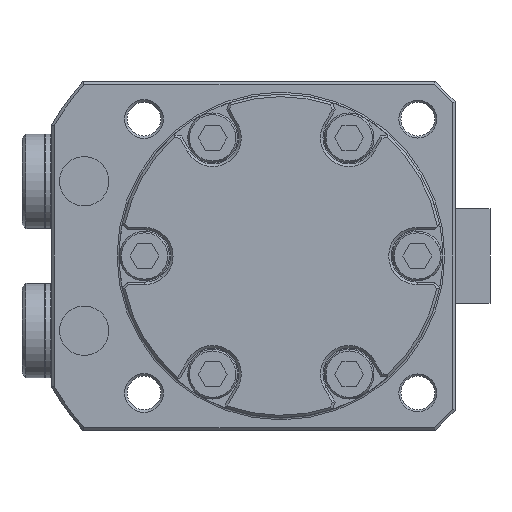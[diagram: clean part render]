
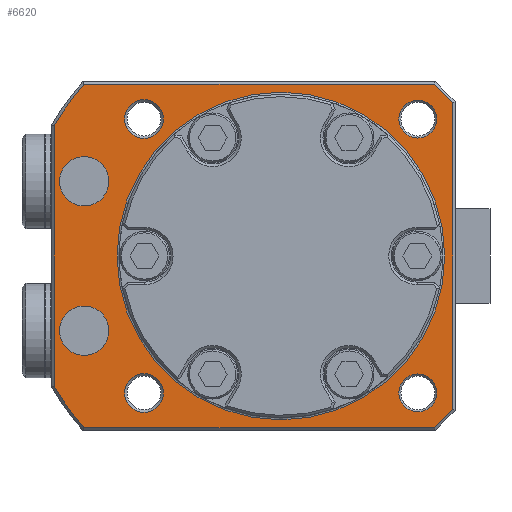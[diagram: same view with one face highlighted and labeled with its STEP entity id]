
A CAD part, front view. The second image highlights one B-rep face of the part: STEP entity #6620.
In plain terms, the highlighted planar face has unit normal (0, -1, 0).
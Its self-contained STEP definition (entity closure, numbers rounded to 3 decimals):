
#270=PLANE('',#7217);
#540=LINE('',#10451,#1028);
#543=LINE('',#10466,#1031);
#546=LINE('',#10475,#1034);
#548=LINE('',#10479,#1036);
#550=LINE('',#10483,#1038);
#553=LINE('',#10488,#1041);
#1028=VECTOR('',#7995,1000.);
#1031=VECTOR('',#8012,1000.);
#1034=VECTOR('',#8023,1000.);
#1036=VECTOR('',#8027,1000.);
#1038=VECTOR('',#8031,1000.);
#1041=VECTOR('',#8036,1000.);
#2193=ORIENTED_EDGE('',*,*,#3407,.T.);
#2194=ORIENTED_EDGE('',*,*,#3672,.T.);
#2195=ORIENTED_EDGE('',*,*,#3724,.T.);
#2196=ORIENTED_EDGE('',*,*,#3414,.F.);
#2197=ORIENTED_EDGE('',*,*,#3410,.F.);
#2198=ORIENTED_EDGE('',*,*,#3723,.T.);
#2199=ORIENTED_EDGE('',*,*,#3725,.T.);
#2200=ORIENTED_EDGE('',*,*,#3554,.T.);
#2201=ORIENTED_EDGE('',*,*,#3551,.T.);
#2202=ORIENTED_EDGE('',*,*,#3549,.F.);
#2203=ORIENTED_EDGE('',*,*,#3547,.T.);
#2204=ORIENTED_EDGE('',*,*,#3544,.T.);
#2205=ORIENTED_EDGE('',*,*,#3542,.T.);
#2206=ORIENTED_EDGE('',*,*,#3537,.T.);
#2207=ORIENTED_EDGE('',*,*,#3534,.T.);
#3407=EDGE_CURVE('',#4321,#4321,#4944,.T.);
#3410=EDGE_CURVE('',#4324,#4324,#4947,.T.);
#3414=EDGE_CURVE('',#4328,#4328,#4951,.T.);
#3534=EDGE_CURVE('',#4416,#4415,#540,.T.);
#3537=EDGE_CURVE('',#4418,#4416,#4969,.T.);
#3542=EDGE_CURVE('',#4420,#4418,#543,.T.);
#3544=EDGE_CURVE('',#4421,#4420,#4974,.T.);
#3547=EDGE_CURVE('',#4422,#4421,#546,.T.);
#3549=EDGE_CURVE('',#4422,#4423,#548,.T.);
#3551=EDGE_CURVE('',#4425,#4423,#550,.T.);
#3554=EDGE_CURVE('',#4415,#4425,#553,.T.);
#3672=EDGE_CURVE('',#4494,#4494,#4990,.T.);
#3723=EDGE_CURVE('',#4527,#4527,#5002,.T.);
#3724=EDGE_CURVE('',#4528,#4528,#5003,.T.);
#3725=EDGE_CURVE('',#4529,#4529,#5004,.T.);
#4321=VERTEX_POINT('',#9770);
#4324=VERTEX_POINT('',#9779);
#4328=VERTEX_POINT('',#9791);
#4415=VERTEX_POINT('',#10450);
#4416=VERTEX_POINT('',#10452);
#4418=VERTEX_POINT('',#10458);
#4420=VERTEX_POINT('',#10464);
#4421=VERTEX_POINT('',#10469);
#4422=VERTEX_POINT('',#10473);
#4423=VERTEX_POINT('',#10478);
#4425=VERTEX_POINT('',#10484);
#4494=VERTEX_POINT('',#11457);
#4527=VERTEX_POINT('',#11859);
#4528=VERTEX_POINT('',#11862);
#4529=VERTEX_POINT('',#11864);
#4944=CIRCLE('',#7057,3.9);
#4947=CIRCLE('',#7063,4.95);
#4951=CIRCLE('',#7071,4.95);
#4969=CIRCLE('',#7125,52.5);
#4974=CIRCLE('',#7132,52.5);
#4990=CIRCLE('',#7184,3.9);
#5002=CIRCLE('',#7216,32.9);
#5003=CIRCLE('',#7218,3.8);
#5004=CIRCLE('',#7219,3.8);
#5395=EDGE_LOOP('',(#2193));
#5396=EDGE_LOOP('',(#2194));
#5397=EDGE_LOOP('',(#2195));
#5398=EDGE_LOOP('',(#2196));
#5399=EDGE_LOOP('',(#2197));
#5400=EDGE_LOOP('',(#2198));
#5401=EDGE_LOOP('',(#2199));
#5402=EDGE_LOOP('',(#2200,#2201,#2202,#2203,#2204,#2205,#2206,#2207));
#5964=FACE_BOUND('',#5395,.T.);
#5965=FACE_BOUND('',#5396,.T.);
#5966=FACE_BOUND('',#5397,.T.);
#5967=FACE_BOUND('',#5398,.T.);
#5968=FACE_BOUND('',#5399,.T.);
#5969=FACE_BOUND('',#5400,.T.);
#5970=FACE_BOUND('',#5401,.T.);
#5971=FACE_BOUND('',#5402,.T.);
#6620=ADVANCED_FACE('',(#5964,#5965,#5966,#5967,#5968,#5969,#5970,#5971),
#270,.F.);
#7057=AXIS2_PLACEMENT_3D('',#9769,#7800,#7801);
#7063=AXIS2_PLACEMENT_3D('',#9778,#7812,#7813);
#7071=AXIS2_PLACEMENT_3D('',#9790,#7828,#7829);
#7125=AXIS2_PLACEMENT_3D('',#10457,#8001,#8002);
#7132=AXIS2_PLACEMENT_3D('',#10470,#8017,#8018);
#7184=AXIS2_PLACEMENT_3D('',#11456,#8183,#8184);
#7216=AXIS2_PLACEMENT_3D('',#11858,#8269,#8270);
#7217=AXIS2_PLACEMENT_3D('',#11860,#8271,#8272);
#7218=AXIS2_PLACEMENT_3D('',#11861,#8273,#8274);
#7219=AXIS2_PLACEMENT_3D('',#11863,#8275,#8276);
#7800=DIRECTION('',(0.,1.,0.));
#7801=DIRECTION('',(-1.,0.,0.));
#7812=DIRECTION('',(0.,-1.,0.));
#7813=DIRECTION('',(1.,0.,0.));
#7828=DIRECTION('',(0.,-1.,0.));
#7829=DIRECTION('',(1.,0.,0.));
#7995=DIRECTION('',(1.,0.,0.));
#8001=DIRECTION('',(0.,-1.,0.));
#8002=DIRECTION('',(-0.867,0.,-0.499));
#8012=DIRECTION('',(0.,0.,-1.));
#8017=DIRECTION('',(0.,-1.,0.));
#8018=DIRECTION('',(-0.754,0.,0.657));
#8023=DIRECTION('',(-1.,0.,0.));
#8027=DIRECTION('',(0.707,0.,-0.707));
#8031=DIRECTION('',(0.,0.,1.));
#8036=DIRECTION('',(0.707,0.,0.707));
#8183=DIRECTION('',(0.,1.,0.));
#8184=DIRECTION('',(1.,0.,0.));
#8269=DIRECTION('',(0.,1.,0.));
#8270=DIRECTION('',(0.,0.,-1.));
#8271=DIRECTION('',(0.,1.,0.));
#8272=DIRECTION('',(0.,0.,1.));
#8273=DIRECTION('',(0.,1.,0.));
#8274=DIRECTION('',(0.,0.,1.));
#8275=DIRECTION('',(0.,1.,0.));
#8276=DIRECTION('',(0.,0.,-1.));
#9769=CARTESIAN_POINT('',(-27.5,1.5,-27.5));
#9770=CARTESIAN_POINT('',(-31.4,1.5,-27.5));
#9778=CARTESIAN_POINT('',(-39.5,1.5,15.));
#9779=CARTESIAN_POINT('',(-34.55,1.5,15.));
#9790=CARTESIAN_POINT('',(-39.5,1.5,-15.));
#9791=CARTESIAN_POINT('',(-34.55,1.5,-15.));
#10450=CARTESIAN_POINT('',(30.793,1.5,-34.5));
#10451=CARTESIAN_POINT('',(-39.573,1.5,-34.5));
#10452=CARTESIAN_POINT('',(-39.573,1.5,-34.5));
#10457=CARTESIAN_POINT('',(0.,1.5,0.));
#10458=CARTESIAN_POINT('',(-45.5,1.5,-26.192));
#10464=CARTESIAN_POINT('',(-45.5,1.5,26.192));
#10466=CARTESIAN_POINT('',(-45.5,1.5,26.192));
#10469=CARTESIAN_POINT('',(-39.573,1.5,34.5));
#10470=CARTESIAN_POINT('',(0.,1.5,0.));
#10473=CARTESIAN_POINT('',(30.793,1.5,34.5));
#10475=CARTESIAN_POINT('',(30.793,1.5,34.5));
#10478=CARTESIAN_POINT('',(34.5,1.5,30.793));
#10479=CARTESIAN_POINT('',(30.793,1.5,34.5));
#10483=CARTESIAN_POINT('',(34.5,1.5,-30.793));
#10484=CARTESIAN_POINT('',(34.5,1.5,-30.793));
#10488=CARTESIAN_POINT('',(30.793,1.5,-34.5));
#11456=CARTESIAN_POINT('',(-27.5,1.5,27.5));
#11457=CARTESIAN_POINT('',(-23.6,1.5,27.5));
#11858=CARTESIAN_POINT('',(0.,1.5,0.));
#11859=CARTESIAN_POINT('',(0.,1.5,-32.9));
#11860=CARTESIAN_POINT('',(-32.5,1.5,0.));
#11861=CARTESIAN_POINT('',(27.5,1.5,-27.5));
#11862=CARTESIAN_POINT('',(27.5,1.5,-23.7));
#11863=CARTESIAN_POINT('',(27.5,1.5,27.5));
#11864=CARTESIAN_POINT('',(27.5,1.5,23.7));
